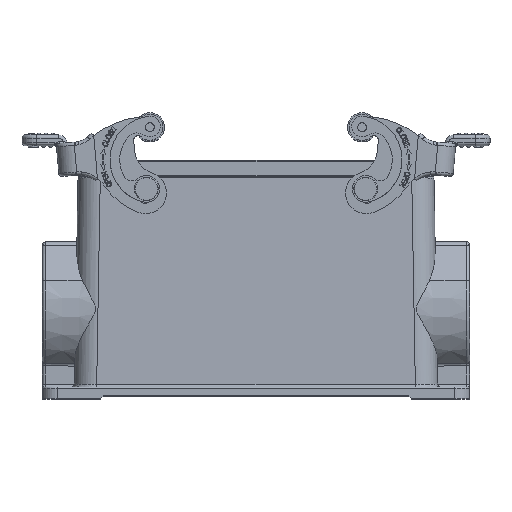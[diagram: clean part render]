
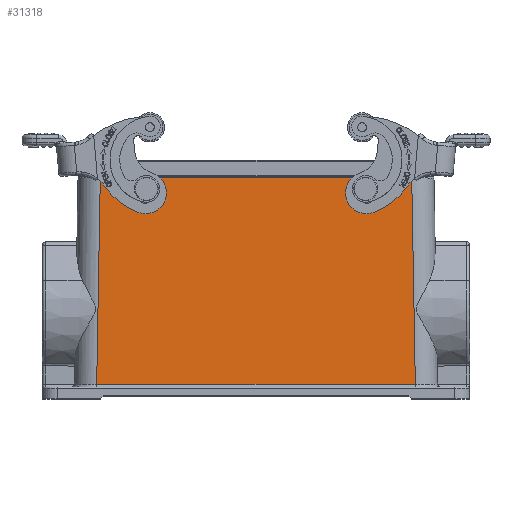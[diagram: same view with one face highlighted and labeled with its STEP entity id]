
A CAD part, top view. The second image highlights one B-rep face of the part: STEP entity #31318.
In plain terms, the highlighted planar face has unit normal (0, 0.018, 1).
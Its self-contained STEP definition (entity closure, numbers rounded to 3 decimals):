
#4397=DIRECTION('',(0.017,-1.,0.017));
#4398=VECTOR('',#4397,69.547);
#4399=CARTESIAN_POINT('',(125.51,74.509,-6.491));
#4400=LINE('',#4399,#4398);
#4401=DIRECTION('',(0.017,1.,-0.017));
#4402=VECTOR('',#4401,69.547);
#4403=CARTESIAN_POINT('',(19.277,4.983,-5.278));
#4404=LINE('',#4403,#4402);
#4405=CARTESIAN_POINT('',(33.682,70.597,-6.423));
#4406=CARTESIAN_POINT('',(33.7,70.342,-6.419));
#4407=CARTESIAN_POINT('',(33.813,69.866,-6.41));
#4408=CARTESIAN_POINT('',(34.203,69.225,-6.399));
#4409=CARTESIAN_POINT('',(34.769,68.742,-6.391));
#4410=CARTESIAN_POINT('',(35.464,68.459,-6.386));
#4411=CARTESIAN_POINT('',(35.951,68.422,-6.385));
#4412=CARTESIAN_POINT('',(36.206,68.445,-6.386));
#4414=CARTESIAN_POINT('',(36.206,68.445,-6.386));
#4415=CARTESIAN_POINT('',(36.46,68.467,-6.386));
#4416=CARTESIAN_POINT('',(36.933,68.589,-6.388));
#4417=CARTESIAN_POINT('',(37.566,68.99,-6.395));
#4418=CARTESIAN_POINT('',(38.038,69.563,-6.405));
#4419=CARTESIAN_POINT('',(38.309,70.261,-6.417));
#4420=CARTESIAN_POINT('',(38.338,70.748,-6.426));
#4421=CARTESIAN_POINT('',(38.311,71.002,-6.43));
#4423=CARTESIAN_POINT('',(38.311,71.002,-6.43));
#4424=CARTESIAN_POINT('',(38.285,71.25,-6.435));
#4425=CARTESIAN_POINT('',(38.16,71.711,-6.443));
#4426=CARTESIAN_POINT('',(37.765,72.328,-6.453));
#4427=CARTESIAN_POINT('',(37.206,72.79,-6.461));
#4428=CARTESIAN_POINT('',(36.526,73.061,-6.466));
#4429=CARTESIAN_POINT('',(36.049,73.096,-6.467));
#4430=CARTESIAN_POINT('',(35.801,73.075,-6.466));
#4432=CARTESIAN_POINT('',(35.801,73.075,-6.466));
#4433=CARTESIAN_POINT('',(35.552,73.053,-6.466));
#4434=CARTESIAN_POINT('',(35.088,72.937,-6.464));
#4435=CARTESIAN_POINT('',(34.463,72.552,-6.457));
#4436=CARTESIAN_POINT('',(33.99,72.,-6.448));
#4437=CARTESIAN_POINT('',(33.708,71.323,-6.436));
#4438=CARTESIAN_POINT('',(33.665,70.846,-6.428));
#4439=CARTESIAN_POINT('',(33.682,70.597,-6.423));
#4441=CARTESIAN_POINT('',(107.689,71.002,-6.43));
#4442=CARTESIAN_POINT('',(107.662,70.748,-6.426));
#4443=CARTESIAN_POINT('',(107.691,70.261,-6.417));
#4444=CARTESIAN_POINT('',(107.962,69.563,-6.405));
#4445=CARTESIAN_POINT('',(108.434,68.99,-6.395));
#4446=CARTESIAN_POINT('',(109.067,68.589,-6.388));
#4447=CARTESIAN_POINT('',(109.54,68.467,-6.386));
#4448=CARTESIAN_POINT('',(109.794,68.445,-6.386));
#4450=CARTESIAN_POINT('',(109.794,68.445,-6.386));
#4451=CARTESIAN_POINT('',(110.049,68.422,-6.385));
#4452=CARTESIAN_POINT('',(110.536,68.459,-6.386));
#4453=CARTESIAN_POINT('',(111.232,68.742,-6.391));
#4454=CARTESIAN_POINT('',(111.797,69.225,-6.399));
#4455=CARTESIAN_POINT('',(112.187,69.866,-6.41));
#4456=CARTESIAN_POINT('',(112.3,70.342,-6.419));
#4457=CARTESIAN_POINT('',(112.318,70.597,-6.423));
#4459=CARTESIAN_POINT('',(112.318,70.597,-6.423));
#4460=CARTESIAN_POINT('',(112.335,70.846,-6.428));
#4461=CARTESIAN_POINT('',(112.292,71.323,-6.436));
#4462=CARTESIAN_POINT('',(112.01,72.,-6.448));
#4463=CARTESIAN_POINT('',(111.537,72.553,-6.457));
#4464=CARTESIAN_POINT('',(110.912,72.937,-6.464));
#4465=CARTESIAN_POINT('',(110.448,73.053,-6.466));
#4466=CARTESIAN_POINT('',(110.199,73.075,-6.466));
#4468=CARTESIAN_POINT('',(110.199,73.075,-6.466));
#4469=CARTESIAN_POINT('',(109.951,73.096,-6.467));
#4470=CARTESIAN_POINT('',(109.474,73.061,-6.466));
#4471=CARTESIAN_POINT('',(108.794,72.79,-6.461));
#4472=CARTESIAN_POINT('',(108.234,72.328,-6.453));
#4473=CARTESIAN_POINT('',(107.84,71.711,-6.443));
#4474=CARTESIAN_POINT('',(107.715,71.25,-6.435));
#4475=CARTESIAN_POINT('',(107.689,71.002,-6.43));
#7568=DIRECTION('',(-1.,0.,0.));
#7569=VECTOR('',#7568,105.019);
#7570=CARTESIAN_POINT('',(125.51,74.509,-6.491));
#7571=LINE('',#7570,#7569);
#8503=DIRECTION('',(1.,0.,0.));
#8504=VECTOR('',#8503,107.447);
#8505=CARTESIAN_POINT('',(19.277,4.983,-5.278));
#8506=LINE('',#8505,#8504);
#20821=CARTESIAN_POINT('',(19.277,4.983,
-5.278));
#20822=CARTESIAN_POINT('',(20.49,74.509,
-6.491));
#20823=VERTEX_POINT('',#20821);
#20824=VERTEX_POINT('',#20822);
#20830=CARTESIAN_POINT('',(125.51,74.509,
-6.491));
#20831=CARTESIAN_POINT('',(126.723,4.983,
-5.278));
#20832=VERTEX_POINT('',#20830);
#20833=VERTEX_POINT('',#20831);
#20834=VERTEX_POINT('',#4405);
#20835=VERTEX_POINT('',#4412);
#20836=VERTEX_POINT('',#4421);
#20837=VERTEX_POINT('',#4430);
#20838=VERTEX_POINT('',#4441);
#20839=VERTEX_POINT('',#4448);
#20840=VERTEX_POINT('',#4457);
#20841=VERTEX_POINT('',#4466);
#31284=CARTESIAN_POINT('',(73.,39.746,
-5.885));
#31285=DIRECTION('',(0.,0.017,1.));
#31286=DIRECTION('',(0.,-1.,0.017));
#31287=AXIS2_PLACEMENT_3D('',#31284,#31285,#31286);
#31288=PLANE('',#31287);
#31290=ORIENTED_EDGE('',*,*,#31289,.T.);
#31292=ORIENTED_EDGE('',*,*,#31291,.F.);
#31293=ORIENTED_EDGE('',*,*,#31266,.T.);
#31295=ORIENTED_EDGE('',*,*,#31294,.F.);
#31296=EDGE_LOOP('',(#31290,#31292,#31293,#31295));
#31297=FACE_OUTER_BOUND('',#31296,.F.);
#31299=ORIENTED_EDGE('',*,*,#31298,.T.);
#31301=ORIENTED_EDGE('',*,*,#31300,.T.);
#31303=ORIENTED_EDGE('',*,*,#31302,.T.);
#31305=ORIENTED_EDGE('',*,*,#31304,.T.);
#31306=EDGE_LOOP('',(#31299,#31301,#31303,#31305));
#31307=FACE_BOUND('',#31306,.F.);
#31309=ORIENTED_EDGE('',*,*,#31308,.T.);
#31311=ORIENTED_EDGE('',*,*,#31310,.T.);
#31313=ORIENTED_EDGE('',*,*,#31312,.T.);
#31315=ORIENTED_EDGE('',*,*,#31314,.T.);
#31316=EDGE_LOOP('',(#31309,#31311,#31313,#31315));
#31317=FACE_BOUND('',#31316,.F.);
#4413=B_SPLINE_CURVE_WITH_KNOTS('',3,(#4405,#4406,#4407,#4408,#4409,#4410,#4411,
#4412),.UNSPECIFIED.,.F.,.F.,(4,1,1,1,1,4),(0.,0.2,0.4,0.6,0.8,1.),
.UNSPECIFIED.);
#4422=B_SPLINE_CURVE_WITH_KNOTS('',3,(#4414,#4415,#4416,#4417,#4418,#4419,#4420,
#4421),.UNSPECIFIED.,.F.,.F.,(4,1,1,1,1,4),(0.,0.2,0.4,0.6,0.8,1.),
.UNSPECIFIED.);
#4431=B_SPLINE_CURVE_WITH_KNOTS('',3,(#4423,#4424,#4425,#4426,#4427,#4428,#4429,
#4430),.UNSPECIFIED.,.F.,.F.,(4,1,1,1,1,4),(0.,0.2,0.4,0.6,0.8,1.),
.UNSPECIFIED.);
#4440=B_SPLINE_CURVE_WITH_KNOTS('',3,(#4432,#4433,#4434,#4435,#4436,#4437,#4438,
#4439),.UNSPECIFIED.,.F.,.F.,(4,1,1,1,1,4),(0.,0.2,0.4,0.6,0.8,1.),
.UNSPECIFIED.);
#4449=B_SPLINE_CURVE_WITH_KNOTS('',3,(#4441,#4442,#4443,#4444,#4445,#4446,#4447,
#4448),.UNSPECIFIED.,.F.,.F.,(4,1,1,1,1,4),(0.,0.2,0.4,0.6,0.8,1.),
.UNSPECIFIED.);
#4458=B_SPLINE_CURVE_WITH_KNOTS('',3,(#4450,#4451,#4452,#4453,#4454,#4455,#4456,
#4457),.UNSPECIFIED.,.F.,.F.,(4,1,1,1,1,4),(0.,0.2,0.4,0.6,0.8,1.),
.UNSPECIFIED.);
#4467=B_SPLINE_CURVE_WITH_KNOTS('',3,(#4459,#4460,#4461,#4462,#4463,#4464,#4465,
#4466),.UNSPECIFIED.,.F.,.F.,(4,1,1,1,1,4),(0.,0.2,0.4,0.6,0.8,1.),
.UNSPECIFIED.);
#4476=B_SPLINE_CURVE_WITH_KNOTS('',3,(#4468,#4469,#4470,#4471,#4472,#4473,#4474,
#4475),.UNSPECIFIED.,.F.,.F.,(4,1,1,1,1,4),(0.,0.2,0.4,0.6,0.8,1.),
.UNSPECIFIED.);
#31266=EDGE_CURVE('',#20823,#20824,#4404,.T.);
#31289=EDGE_CURVE('',#20832,#20833,#4400,.T.);
#31291=EDGE_CURVE('',#20823,#20833,#8506,.T.);
#31294=EDGE_CURVE('',#20832,#20824,#7571,.T.);
#31298=EDGE_CURVE('',#20834,#20835,#4413,.T.);
#31300=EDGE_CURVE('',#20835,#20836,#4422,.T.);
#31302=EDGE_CURVE('',#20836,#20837,#4431,.T.);
#31304=EDGE_CURVE('',#20837,#20834,#4440,.T.);
#31308=EDGE_CURVE('',#20838,#20839,#4449,.T.);
#31310=EDGE_CURVE('',#20839,#20840,#4458,.T.);
#31312=EDGE_CURVE('',#20840,#20841,#4467,.T.);
#31314=EDGE_CURVE('',#20841,#20838,#4476,.T.);
#31318=ADVANCED_FACE('',(#31297,#31307,#31317),#31288,.T.);
